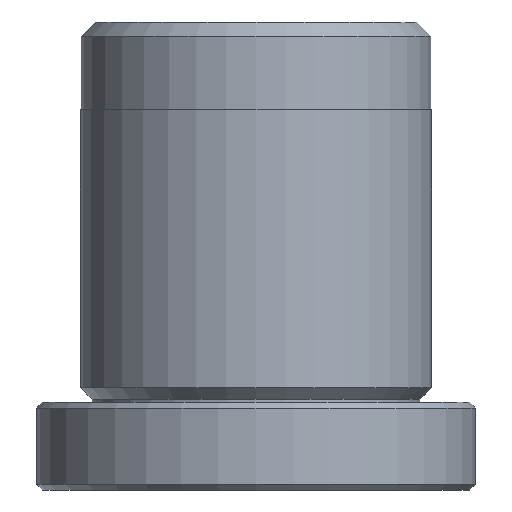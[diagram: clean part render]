
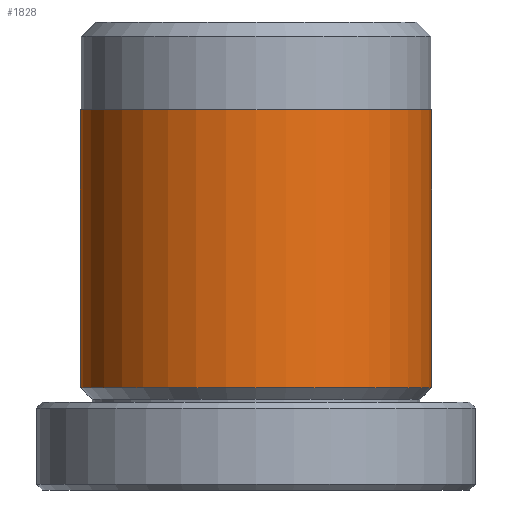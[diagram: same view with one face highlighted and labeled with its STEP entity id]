
A CAD part, front view. The second image highlights one B-rep face of the part: STEP entity #1828.
In plain terms, the highlighted cylindrical face has radius 6 mm (diameter 12 mm), a partial arc.
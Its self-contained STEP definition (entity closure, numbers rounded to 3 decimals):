
#69 = ORIENTED_EDGE ( 'NONE', *, *, #1164, .F. ) ;
#109 = ORIENTED_EDGE ( 'NONE', *, *, #700, .F. ) ;
#137 = AXIS2_PLACEMENT_3D ( 'NONE', #496, #1772, #1637 ) ;
#155 = ORIENTED_EDGE ( 'NONE', *, *, #1344, .T. ) ;
#160 = VERTEX_POINT ( 'NONE', #1706 ) ;
#449 = CARTESIAN_POINT ( 'NONE',  ( 6., 0., 13. ) ) ;
#465 = DIRECTION ( 'NONE',  ( 0., 0., -1. ) ) ;
#496 = CARTESIAN_POINT ( 'NONE',  ( 0., 0., 16. ) ) ;
#572 = CARTESIAN_POINT ( 'NONE',  ( 0., 0., 3.5 ) ) ;
#616 = CIRCLE ( 'NONE', #1537, 6. ) ;
#689 = VERTEX_POINT ( 'NONE', #1790 ) ;
#699 = DIRECTION ( 'NONE',  ( 0., 0., 1. ) ) ;
#700 = EDGE_CURVE ( 'NONE', #689, #1633, #1692, .T. ) ;
#722 = DIRECTION ( 'NONE',  ( -1., 0., 0. ) ) ;
#898 = AXIS2_PLACEMENT_3D ( 'NONE', #1551, #699, #1682 ) ;
#983 = CYLINDRICAL_SURFACE ( 'NONE', #137, 6. ) ;
#987 = VERTEX_POINT ( 'NONE', #1623 ) ;
#1004 = CARTESIAN_POINT ( 'NONE',  ( -6., 0., 16. ) ) ;
#1164 = EDGE_CURVE ( 'NONE', #1633, #160, #1250, .T. ) ;
#1228 = EDGE_LOOP ( 'NONE', ( #69, #109, #155, #1294 ) ) ;
#1250 = LINE ( 'NONE', #1476, #1579 ) ;
#1294 = ORIENTED_EDGE ( 'NONE', *, *, #1587, .F. ) ;
#1319 = LINE ( 'NONE', #1004, #1363 ) ;
#1344 = EDGE_CURVE ( 'NONE', #689, #987, #1319, .T. ) ;
#1363 = VECTOR ( 'NONE', #1430, 1000. ) ;
#1430 = DIRECTION ( 'NONE',  ( 0., 0., -1. ) ) ;
#1455 = FACE_OUTER_BOUND ( 'NONE', #1228, .T. ) ;
#1476 = CARTESIAN_POINT ( 'NONE',  ( 6., 0., 16. ) ) ;
#1537 = AXIS2_PLACEMENT_3D ( 'NONE', #572, #1569, #722 ) ;
#1551 = CARTESIAN_POINT ( 'NONE',  ( 0., 0., 13. ) ) ;
#1569 = DIRECTION ( 'NONE',  ( 0., 0., -1. ) ) ;
#1579 = VECTOR ( 'NONE', #465, 1000. ) ;
#1587 = EDGE_CURVE ( 'NONE', #160, #987, #616, .T. ) ;
#1623 = CARTESIAN_POINT ( 'NONE',  ( -6., 0., 3.5 ) ) ;
#1633 = VERTEX_POINT ( 'NONE', #449 ) ;
#1637 = DIRECTION ( 'NONE',  ( -1., 0., 0. ) ) ;
#1682 = DIRECTION ( 'NONE',  ( 1., 0., 0. ) ) ;
#1692 = CIRCLE ( 'NONE', #898, 6. ) ;
#1706 = CARTESIAN_POINT ( 'NONE',  ( 6., 0., 3.5 ) ) ;
#1772 = DIRECTION ( 'NONE',  ( 0., 0., -1. ) ) ;
#1790 = CARTESIAN_POINT ( 'NONE',  ( -6., 0., 13. ) ) ;
#1828 = ADVANCED_FACE ( 'NONE', ( #1455 ), #983, .T. ) ;
